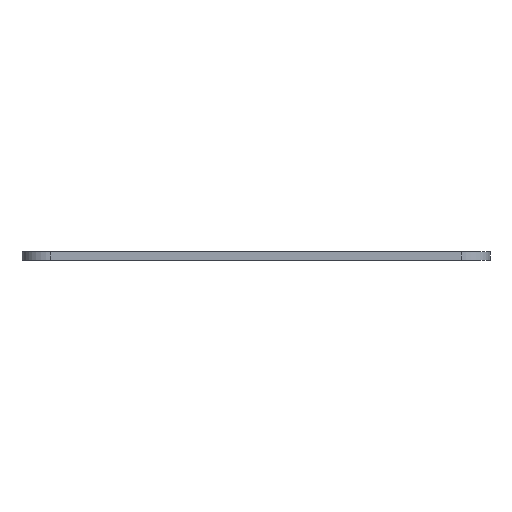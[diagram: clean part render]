
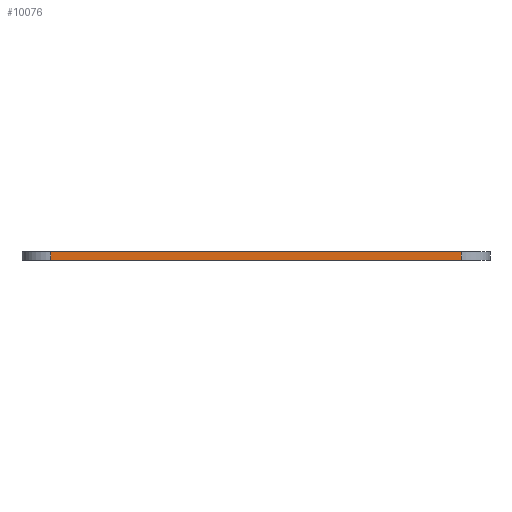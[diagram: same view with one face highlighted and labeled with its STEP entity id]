
A CAD part, left-side view. The second image highlights one B-rep face of the part: STEP entity #10076.
In plain terms, the highlighted planar face has unit normal (-1, 0, 0).
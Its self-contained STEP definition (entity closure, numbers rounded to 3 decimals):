
#270=PLANE('',#10325);
#785=FACE_OUTER_BOUND('',#1366,.T.);
#1366=EDGE_LOOP('',(#9047,#9048,#9049,#9050));
#2094=LINE('',#20358,#2867);
#2119=LINE('',#20465,#2892);
#2141=LINE('',#20549,#2914);
#2142=LINE('',#20551,#2915);
#2867=VECTOR('',#11319,10.);
#2892=VECTOR('',#11414,10.);
#2914=VECTOR('',#11480,10.);
#2915=VECTOR('',#11483,10.);
#4583=VERTEX_POINT('',#20355);
#4584=VERTEX_POINT('',#20357);
#4630=VERTEX_POINT('',#20462);
#4631=VERTEX_POINT('',#20464);
#6056=EDGE_CURVE('',#4583,#4584,#2094,.T.);
#6106=EDGE_CURVE('',#4630,#4631,#2119,.T.);
#6149=EDGE_CURVE('',#4631,#4583,#2141,.T.);
#6150=EDGE_CURVE('',#4584,#4630,#2142,.T.);
#9047=ORIENTED_EDGE('',*,*,#6149,.F.);
#9048=ORIENTED_EDGE('',*,*,#6106,.F.);
#9049=ORIENTED_EDGE('',*,*,#6150,.F.);
#9050=ORIENTED_EDGE('',*,*,#6056,.F.);
#10076=ADVANCED_FACE('',(#785),#270,.T.);
#10325=AXIS2_PLACEMENT_3D('',#20550,#11481,#11482);
#11319=DIRECTION('',(0.,-1.,0.));
#11414=DIRECTION('',(0.,1.,0.));
#11480=DIRECTION('',(0.,0.,1.));
#11481=DIRECTION('center_axis',(-1.,0.,0.));
#11482=DIRECTION('ref_axis',(0.,-1.,0.));
#11483=DIRECTION('',(0.,0.,-1.));
#20355=CARTESIAN_POINT('',(-16.175,11.217,1.5));
#20357=CARTESIAN_POINT('',(-16.175,-60.823,1.5));
#20358=CARTESIAN_POINT('',(-16.175,-65.823,1.5));
#20462=CARTESIAN_POINT('',(-16.175,-60.823,0.));
#20464=CARTESIAN_POINT('',(-16.175,11.217,0.));
#20465=CARTESIAN_POINT('',(-16.175,-65.823,0.));
#20549=CARTESIAN_POINT('',(-16.175,11.217,0.));
#20550=CARTESIAN_POINT('Origin',(-16.175,16.217,0.));
#20551=CARTESIAN_POINT('',(-16.175,-60.823,0.));
